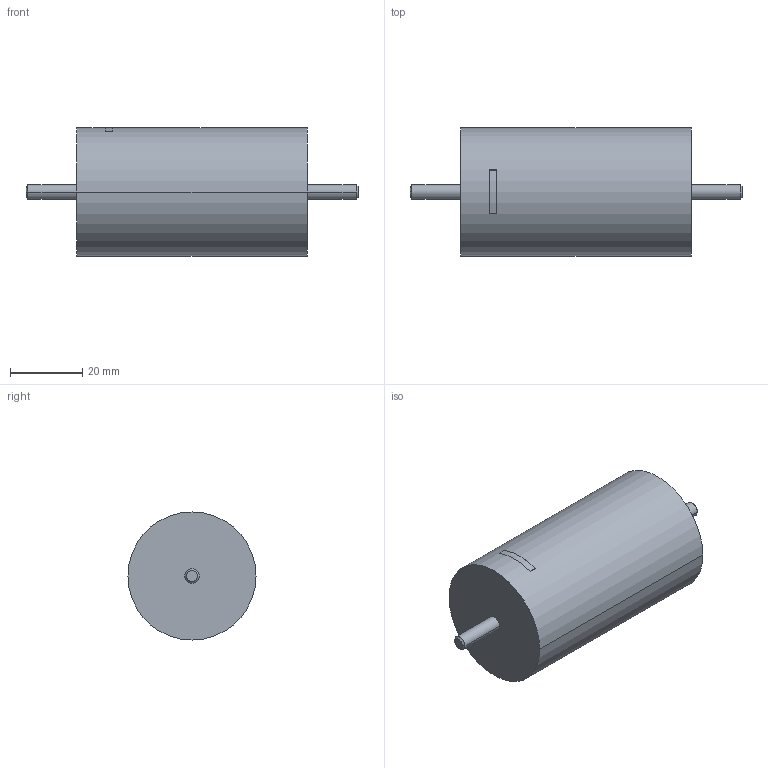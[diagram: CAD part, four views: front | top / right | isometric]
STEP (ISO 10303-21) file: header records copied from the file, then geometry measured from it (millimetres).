
FILE_DESCRIPTION((''),'2;1');
FILE_NAME('CAPA_EXXELIA_HT72-6400X3550.stp','2016-08-08T10:05:20',(''),(''),'Mechanical Desktop 2011','Mechanical Desktop 2011',', , ');
FILE_SCHEMA(('AUTOMOTIVE_DESIGN { 1 2 10303 214 1 1 1 1 }'));
Length unit declared in the file: millimetre
Products named in the file (1): Product
Bounding box: 92 x 35.5 x 35.5 mm (x, y, z)
Volume: 63696.1 mm3; surface area: 9566.4 mm2
Topology: 4 solids, 4 shells, 27 faces, 50 edges, 32 vertices
Faces by surface type: plane 14, cylinder 9, cone 4
Entity records: 732 total; most frequent: DIRECTION 130, CARTESIAN_POINT 110, ORIENTED_EDGE 100, AXIS2_PLACEMENT_3D 52, EDGE_CURVE 50, VERTEX_POINT 32, EDGE_LOOP 28, FACE_OUTER_BOUND 27
